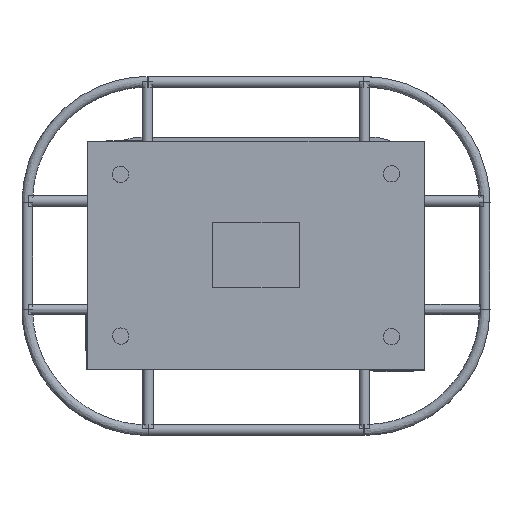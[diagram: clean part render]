
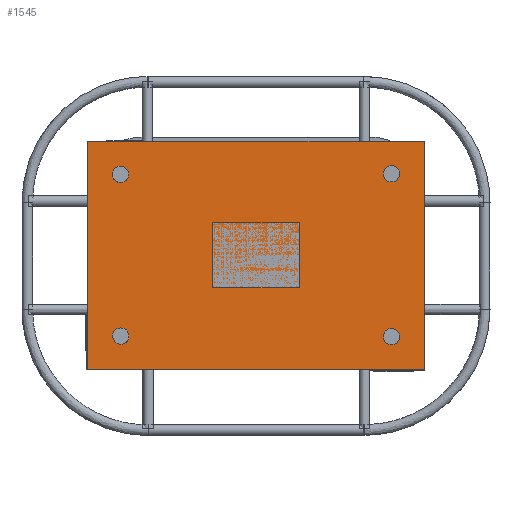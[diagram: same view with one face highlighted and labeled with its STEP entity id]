
A CAD part, top view. The second image highlights one B-rep face of the part: STEP entity #1545.
In plain terms, the highlighted free-form (B-spline) face has degree [1, 1] with [2, 2] control points.
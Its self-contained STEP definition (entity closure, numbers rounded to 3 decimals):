
#1435 = VERTEX_POINT('',#1436);
#1436 = CARTESIAN_POINT('',(347.151,-665.449,
    2209.873));
#1441 = EDGE_CURVE('',#1442,#1435,#1444,.T.);
#1442 = VERTEX_POINT('',#1443);
#1443 = CARTESIAN_POINT('',(1112.318,-665.449,
    2209.873));
#1444 = B_SPLINE_CURVE_WITH_KNOTS('',1,(#1445,#1446),.UNSPECIFIED.,.F.,
  .F.,(2,2),(0.,620.),.PIECEWISE_BEZIER_KNOTS.);
#1445 = CARTESIAN_POINT('',(1112.318,-665.449,
    2209.873));
#1446 = CARTESIAN_POINT('',(347.151,-665.449,
    2209.873));
#1462 = VERTEX_POINT('',#1463);
#1463 = CARTESIAN_POINT('',(347.151,-1183.787,
    2209.873));
#1470 = EDGE_CURVE('',#1435,#1462,#1471,.T.);
#1471 = B_SPLINE_CURVE_WITH_KNOTS('',1,(#1472,#1473),.UNSPECIFIED.,.F.,
  .F.,(2,2),(0.,420.),.PIECEWISE_BEZIER_KNOTS.);
#1472 = CARTESIAN_POINT('',(347.151,-665.449,
    2209.873));
#1473 = CARTESIAN_POINT('',(347.151,-1183.787,
    2209.873));
#1490 = VERTEX_POINT('',#1491);
#1491 = CARTESIAN_POINT('',(1112.318,-1183.787,
    2209.873));
#1498 = EDGE_CURVE('',#1462,#1490,#1499,.T.);
#1499 = B_SPLINE_CURVE_WITH_KNOTS('',1,(#1500,#1501),.UNSPECIFIED.,.F.,
  .F.,(2,2),(0.,620.),.PIECEWISE_BEZIER_KNOTS.);
#1500 = CARTESIAN_POINT('',(347.151,-1183.787,
    2209.873));
#1501 = CARTESIAN_POINT('',(1112.318,-1183.787,
    2209.873));
#1523 = EDGE_CURVE('',#1490,#1442,#1524,.T.);
#1524 = B_SPLINE_CURVE_WITH_KNOTS('',1,(#1525,#1526),.UNSPECIFIED.,.F.,
  .F.,(2,2),(0.,420.),.PIECEWISE_BEZIER_KNOTS.);
#1525 = CARTESIAN_POINT('',(1112.318,-1183.787,
    2209.873));
#1526 = CARTESIAN_POINT('',(1112.318,-665.449,
    2209.873));
#1545 = ADVANCED_FACE('',(#1546),#1552,.T.);
#1546 = FACE_BOUND('',#1547,.T.);
#1547 = EDGE_LOOP('',(#1548,#1549,#1550,#1551));
#1548 = ORIENTED_EDGE('',*,*,#1441,.T.);
#1549 = ORIENTED_EDGE('',*,*,#1470,.T.);
#1550 = ORIENTED_EDGE('',*,*,#1498,.T.);
#1551 = ORIENTED_EDGE('',*,*,#1523,.T.);
#1552 = B_SPLINE_SURFACE_WITH_KNOTS('',1,1,(
    (#1553,#1554)
    ,(#1555,#1556
    )),.UNSPECIFIED.,.F.,.F.,.F.,(2,2),(2,2),(0.,620.),(0.,420.),
  .PIECEWISE_BEZIER_KNOTS.);
#1553 = CARTESIAN_POINT('',(347.151,-1183.787,
    2209.873));
#1554 = CARTESIAN_POINT('',(347.151,-665.449,
    2209.873));
#1555 = CARTESIAN_POINT('',(1112.318,-1183.787,
    2209.873));
#1556 = CARTESIAN_POINT('',(1112.318,-665.449,
    2209.873));
